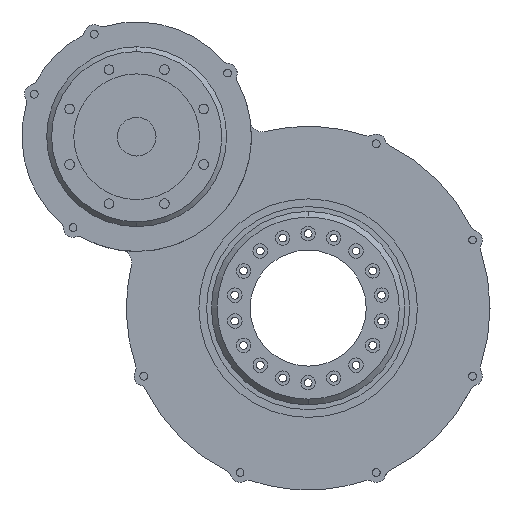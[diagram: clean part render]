
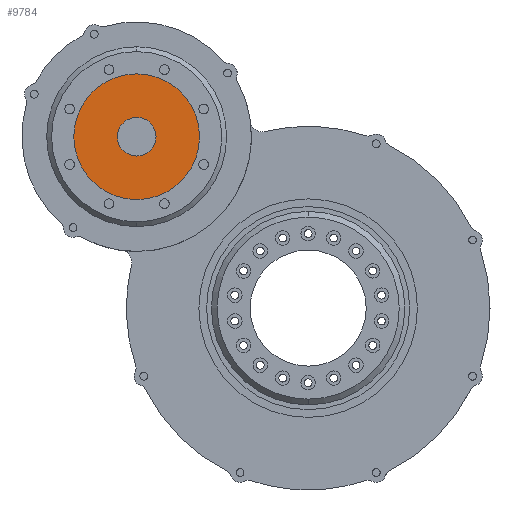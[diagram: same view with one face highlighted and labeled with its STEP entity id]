
A CAD part, front view. The second image highlights one B-rep face of the part: STEP entity #9784.
In plain terms, the highlighted face is planar.
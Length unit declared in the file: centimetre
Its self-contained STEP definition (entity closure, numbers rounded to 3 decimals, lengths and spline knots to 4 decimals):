
#6 = ORIENTED_EDGE ( 'NONE', *, *, #11963, .F. ) ;
#247 = EDGE_CURVE ( 'NONE', #4387, #11585, #822, .T. ) ;
#464 = CARTESIAN_POINT ( 'NONE',  ( 11.2553, 115.5932, 11.2553 ) ) ;
#591 = AXIS2_PLACEMENT_3D ( 'NONE', #5291, #9913, #2012 ) ;
#822 = CIRCLE ( 'NONE', #591, 4.1275 ) ;
#903 = CIRCLE ( 'NONE', #4529, 1.27 ) ;
#969 = CARTESIAN_POINT ( 'NONE',  ( 11.2553, 115.5932, 9.9853 ) ) ;
#1135 = DIRECTION ( 'NONE',  ( 0., 1., 0. ) ) ;
#1712 = VERTEX_POINT ( 'NONE', #969 ) ;
#2012 = DIRECTION ( 'NONE',  ( 0., 0., 1. ) ) ;
#2049 = DIRECTION ( 'NONE',  ( 0., 0., 1. ) ) ;
#2118 = AXIS2_PLACEMENT_3D ( 'NONE', #11538, #7262, #9473 ) ;
#2121 = CARTESIAN_POINT ( 'NONE',  ( 11.2553, 115.5932, 11.2553 ) ) ;
#2163 = AXIS2_PLACEMENT_3D ( 'NONE', #2121, #11871, #2049 ) ;
#2648 = EDGE_CURVE ( 'NONE', #1712, #3315, #903, .T. ) ;
#3186 = FACE_BOUND ( 'NONE', #5729, .T. ) ;
#3315 = VERTEX_POINT ( 'NONE', #9410 ) ;
#3896 = AXIS2_PLACEMENT_3D ( 'NONE', #7389, #11796, #7524 ) ;
#4387 = VERTEX_POINT ( 'NONE', #5108 ) ;
#4529 = AXIS2_PLACEMENT_3D ( 'NONE', #464, #1135, #8812 ) ;
#5108 = CARTESIAN_POINT ( 'NONE',  ( 11.2553, 115.5932, 7.1278 ) ) ;
#5291 = CARTESIAN_POINT ( 'NONE',  ( 11.2553, 115.5932, 11.2553 ) ) ;
#5729 = EDGE_LOOP ( 'NONE', ( #6, #6102 ) ) ;
#6102 = ORIENTED_EDGE ( 'NONE', *, *, #2648, .F. ) ;
#7229 = CARTESIAN_POINT ( 'NONE',  ( 11.2553, 115.5932, 15.3828 ) ) ;
#7262 = DIRECTION ( 'NONE',  ( 0., 1., 0. ) ) ;
#7389 = CARTESIAN_POINT ( 'NONE',  ( 9.3953, 115.5932, 9.3953 ) ) ;
#7524 = DIRECTION ( 'NONE',  ( -1., 0., 0. ) ) ;
#8812 = DIRECTION ( 'NONE',  ( 0., 0., 1. ) ) ;
#9410 = CARTESIAN_POINT ( 'NONE',  ( 11.2553, 115.5932, 12.5253 ) ) ;
#9473 = DIRECTION ( 'NONE',  ( 0., 0., 1. ) ) ;
#9519 = FACE_OUTER_BOUND ( 'NONE', #11586, .T. ) ;
#9627 = ORIENTED_EDGE ( 'NONE', *, *, #12517, .T. ) ;
#9784 = ADVANCED_FACE ( 'NONE', ( #9519, #3186 ), #10737, .T. ) ;
#9913 = DIRECTION ( 'NONE',  ( 0., 1., 0. ) ) ;
#10009 = ORIENTED_EDGE ( 'NONE', *, *, #247, .T. ) ;
#10737 = PLANE ( 'NONE',  #3896 ) ;
#11538 = CARTESIAN_POINT ( 'NONE',  ( 11.2553, 115.5932, 11.2553 ) ) ;
#11585 = VERTEX_POINT ( 'NONE', #7229 ) ;
#11586 = EDGE_LOOP ( 'NONE', ( #10009, #9627 ) ) ;
#11796 = DIRECTION ( 'NONE',  ( 0., 1., 0. ) ) ;
#11871 = DIRECTION ( 'NONE',  ( 0., 1., 0. ) ) ;
#11963 = EDGE_CURVE ( 'NONE', #3315, #1712, #12812, .T. ) ;
#12517 = EDGE_CURVE ( 'NONE', #11585, #4387, #13319, .T. ) ;
#12812 = CIRCLE ( 'NONE', #2118, 1.27 ) ;
#13319 = CIRCLE ( 'NONE', #2163, 4.1275 ) ;
